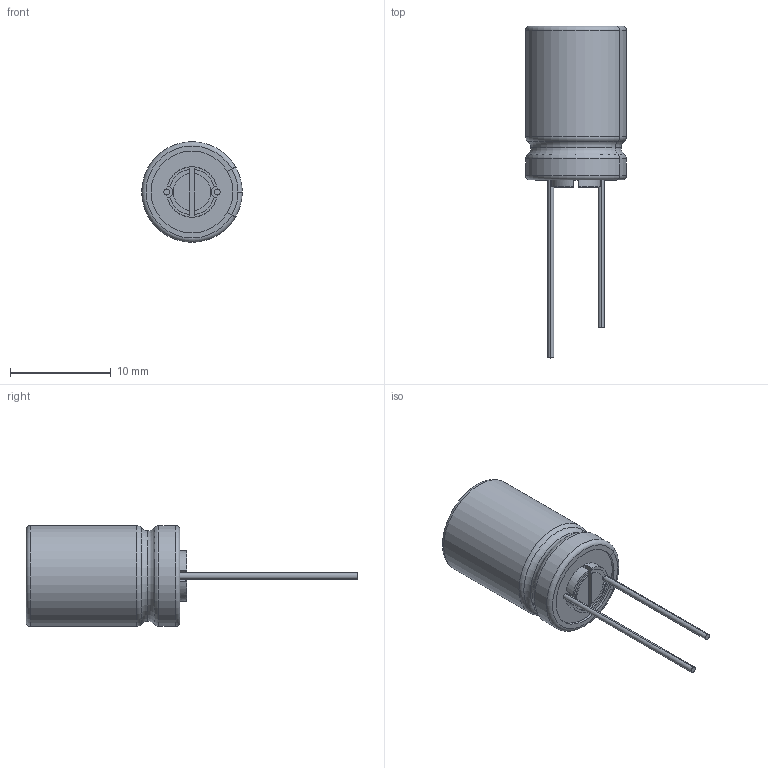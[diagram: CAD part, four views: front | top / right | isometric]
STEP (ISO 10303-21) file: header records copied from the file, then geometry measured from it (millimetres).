
FILE_DESCRIPTION (( 'STEP AP214' ), '1' );
FILE_NAME ('EEUEB1E471.STEP', '2021-04-05T04:58:31', ( '' ), ( '' ), 'SwSTEP 2.0', 'SolidWorks 2017', '' );
FILE_SCHEMA (( 'AUTOMOTIVE_DESIGN' ));
Length unit declared in the file: millimetre
Products named in the file (1): EEUEB1E471
Bounding box: 10 x 33 x 10 mm (x, y, z)
Volume: 1186.9 mm3; surface area: 1146.5 mm2
Topology: 5 solids, 5 shells, 91 faces, 231 edges, 151 vertices
Faces by surface type: plane 42, cylinder 31, torus 18
Entity records: 2866 total; most frequent: DIRECTION 538, CARTESIAN_POINT 474, ORIENTED_EDGE 462, EDGE_CURVE 231, AXIS2_PLACEMENT_3D 215, VERTEX_POINT 151, CIRCLE 123, LINE 108
